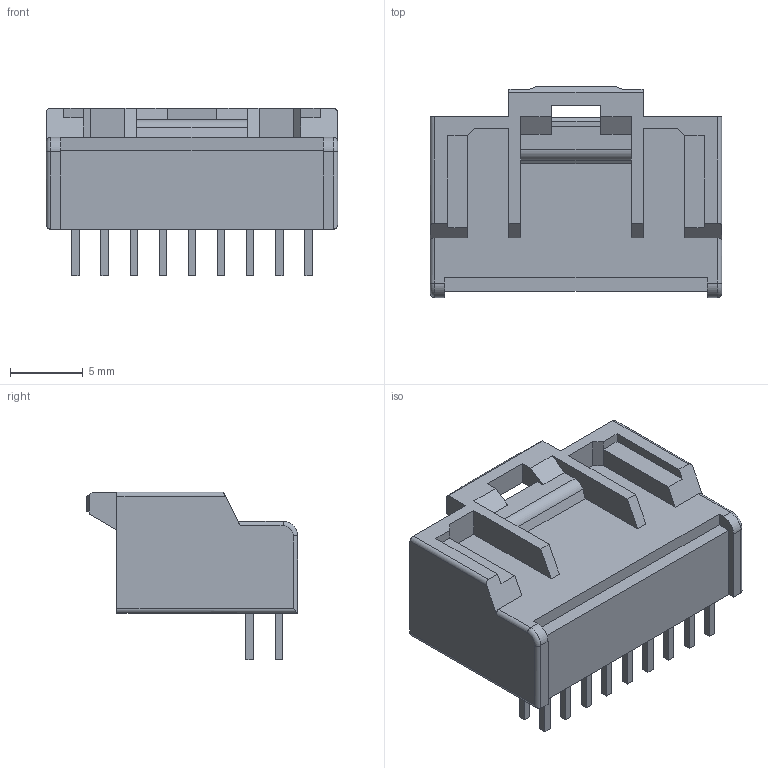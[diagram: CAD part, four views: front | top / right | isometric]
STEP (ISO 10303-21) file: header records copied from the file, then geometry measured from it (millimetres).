
FILE_DESCRIPTION((''),'2;1');
FILE_NAME('5018761840','2019-07-04T',('gga'),(''),'PRO/ENGINEER BY PARAMETRIC TECHNOLOGY CORPORATION, 2016010','PRO/ENGINEER BY PARAMETRIC TECHNOLOGY CORPORATION, 2016010','');
FILE_SCHEMA(('CONFIG_CONTROL_DESIGN'));
Length unit declared in the file: millimetre
Products named in the file (1): 5018761840
Bounding box: 20 x 14.5 x 11.5 mm (x, y, z)
Volume: 963.3 mm3; surface area: 1746 mm2
Topology: 1 solids, 1 shells, 275 faces, 732 edges, 494 vertices
Faces by surface type: plane 254, cylinder 15, cone 4, torus 2
Entity records: 8442 total; most frequent: CARTESIAN_POINT 1505, ORIENTED_EDGE 1392, DIRECTION 1342, EDGE_CURVE 696, VECTOR 662, LINE 662, VERTEX_POINT 458, AXIS2_PLACEMENT_3D 340
